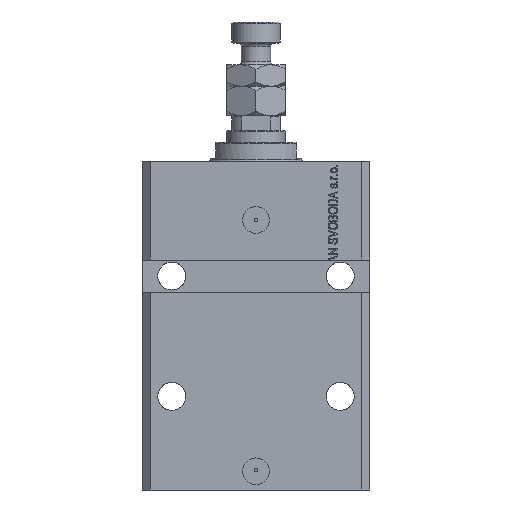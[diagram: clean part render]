
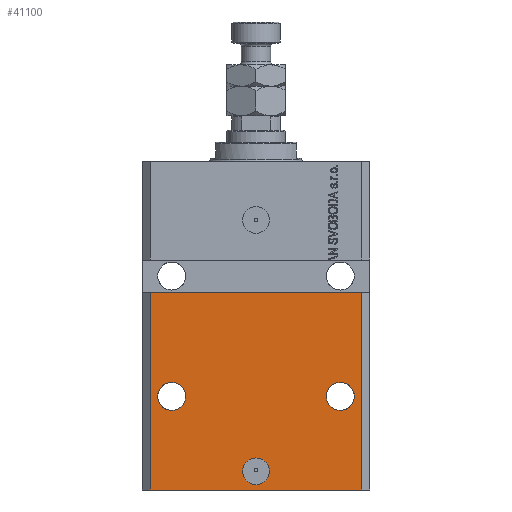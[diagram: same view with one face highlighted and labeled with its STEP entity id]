
A CAD part, front view. The second image highlights one B-rep face of the part: STEP entity #41100.
In plain terms, the highlighted planar face has unit normal (0, -1, 0).
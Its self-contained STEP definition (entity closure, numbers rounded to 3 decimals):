
#523 = DIRECTION ( 'NONE',  ( 1., 0., 0. ) ) ;
#584 = LINE ( 'NONE', #31614, #10181 ) ;
#1441 = CARTESIAN_POINT ( 'NONE',  ( 36.75, -31.5, -88. ) ) ;
#1515 = FACE_BOUND ( 'NONE', #24306, .T. ) ;
#2073 = AXIS2_PLACEMENT_3D ( 'NONE', #4085, #19600, #523 ) ;
#2629 = EDGE_CURVE ( 'NONE', #15167, #43882, #35199, .T. ) ;
#4085 = CARTESIAN_POINT ( 'NONE',  ( 0., -31.5, -116. ) ) ;
#4745 = EDGE_CURVE ( 'NONE', #41411, #16043, #26825, .T. ) ;
#5264 = VECTOR ( 'NONE', #14514, 1000. ) ;
#5354 = CIRCLE ( 'NONE', #13494, 5. ) ;
#6017 = CARTESIAN_POINT ( 'NONE',  ( -5., -31.5, -116. ) ) ;
#6290 = CARTESIAN_POINT ( 'NONE',  ( 31.5, -31.5, -88. ) ) ;
#7087 = ORIENTED_EDGE ( 'NONE', *, *, #4745, .T. ) ;
#7128 = LINE ( 'NONE', #30029, #5264 ) ;
#8144 = CARTESIAN_POINT ( 'NONE',  ( -39.5, -31.5, -123. ) ) ;
#8366 = CARTESIAN_POINT ( 'NONE',  ( 5., -31.5, -116. ) ) ;
#9310 = CARTESIAN_POINT ( 'NONE',  ( -36.75, -31.5, -88. ) ) ;
#9742 = DIRECTION ( 'NONE',  ( -1., 0., 0. ) ) ;
#10181 = VECTOR ( 'NONE', #43293, 1000. ) ;
#10233 = ORIENTED_EDGE ( 'NONE', *, *, #35662, .F. ) ;
#11051 = DIRECTION ( 'NONE',  ( 1., 0., 0. ) ) ;
#11744 = EDGE_CURVE ( 'NONE', #46056, #34240, #5354, .T. ) ;
#11892 = CARTESIAN_POINT ( 'NONE',  ( 39.5, -31.5, -49. ) ) ;
#12564 = CARTESIAN_POINT ( 'NONE',  ( -31.5, -31.5, -88. ) ) ;
#13494 = AXIS2_PLACEMENT_3D ( 'NONE', #21681, #29832, #45340 ) ;
#14200 = EDGE_CURVE ( 'NONE', #15047, #44008, #29024, .T. ) ;
#14514 = DIRECTION ( 'NONE',  ( 0., 0., 1. ) ) ;
#14760 = CARTESIAN_POINT ( 'NONE',  ( 31.5, -31.5, -88. ) ) ;
#15047 = VERTEX_POINT ( 'NONE', #47483 ) ;
#15167 = VERTEX_POINT ( 'NONE', #9310 ) ;
#16043 = VERTEX_POINT ( 'NONE', #11892 ) ;
#16387 = DIRECTION ( 'NONE',  ( -1., 0., 0. ) ) ;
#16876 = CARTESIAN_POINT ( 'NONE',  ( 39.5, -31.5, -123. ) ) ;
#16970 = CARTESIAN_POINT ( 'NONE',  ( -39.5, -31.5, -123. ) ) ;
#19600 = DIRECTION ( 'NONE',  ( 0., -1., 0. ) ) ;
#20599 = ORIENTED_EDGE ( 'NONE', *, *, #14200, .F. ) ;
#21539 = EDGE_LOOP ( 'NONE', ( #31252, #37685 ) ) ;
#21663 = VERTEX_POINT ( 'NONE', #24214 ) ;
#21681 = CARTESIAN_POINT ( 'NONE',  ( 0., -31.5, -116. ) ) ;
#22242 = CARTESIAN_POINT ( 'NONE',  ( -39.5, -31.5, -123. ) ) ;
#22660 = VECTOR ( 'NONE', #11051, 1000. ) ;
#23334 = CARTESIAN_POINT ( 'NONE',  ( -26.25, -31.5, -88. ) ) ;
#24214 = CARTESIAN_POINT ( 'NONE',  ( -39.5, -31.5, -49. ) ) ;
#24306 = EDGE_LOOP ( 'NONE', ( #29499, #20599 ) ) ;
#24870 = AXIS2_PLACEMENT_3D ( 'NONE', #8144, #47816, #36335 ) ;
#26825 = LINE ( 'NONE', #16876, #28774 ) ;
#27422 = CARTESIAN_POINT ( 'NONE',  ( 39.5, -31.5, -123. ) ) ;
#28774 = VECTOR ( 'NONE', #35941, 1000. ) ;
#29024 = CIRCLE ( 'NONE', #43664, 5.25 ) ;
#29499 = ORIENTED_EDGE ( 'NONE', *, *, #42449, .F. ) ;
#29695 = DIRECTION ( 'NONE',  ( 0., -1., 0. ) ) ;
#29832 = DIRECTION ( 'NONE',  ( 0., -1., 0. ) ) ;
#30029 = CARTESIAN_POINT ( 'NONE',  ( -39.5, -31.5, -123. ) ) ;
#31252 = ORIENTED_EDGE ( 'NONE', *, *, #39228, .F. ) ;
#31554 = FACE_BOUND ( 'NONE', #21539, .T. ) ;
#31614 = CARTESIAN_POINT ( 'NONE',  ( -42.5, -31.5, -49. ) ) ;
#32296 = FACE_BOUND ( 'NONE', #37723, .T. ) ;
#33574 = AXIS2_PLACEMENT_3D ( 'NONE', #34712, #50238, #16387 ) ;
#33736 = CIRCLE ( 'NONE', #43503, 5.25 ) ;
#34065 = ORIENTED_EDGE ( 'NONE', *, *, #47292, .T. ) ;
#34081 = EDGE_CURVE ( 'NONE', #45902, #21663, #7128, .T. ) ;
#34240 = VERTEX_POINT ( 'NONE', #8366 ) ;
#34333 = DIRECTION ( 'NONE',  ( 1., 0., 0. ) ) ;
#34712 = CARTESIAN_POINT ( 'NONE',  ( -31.5, -31.5, -88. ) ) ;
#35199 = CIRCLE ( 'NONE', #33574, 5.25 ) ;
#35662 = EDGE_CURVE ( 'NONE', #21663, #16043, #584, .T. ) ;
#35891 = EDGE_CURVE ( 'NONE', #34240, #46056, #48367, .T. ) ;
#35941 = DIRECTION ( 'NONE',  ( 0., 0., 1. ) ) ;
#36335 = DIRECTION ( 'NONE',  ( 0., 0., -1. ) ) ;
#37685 = ORIENTED_EDGE ( 'NONE', *, *, #2629, .F. ) ;
#37723 = EDGE_LOOP ( 'NONE', ( #39514, #45771 ) ) ;
#38241 = LINE ( 'NONE', #22242, #22660 ) ;
#39152 = FACE_OUTER_BOUND ( 'NONE', #43179, .T. ) ;
#39228 = EDGE_CURVE ( 'NONE', #43882, #15167, #33736, .T. ) ;
#39514 = ORIENTED_EDGE ( 'NONE', *, *, #35891, .F. ) ;
#39656 = PLANE ( 'NONE',  #24870 ) ;
#40856 = DIRECTION ( 'NONE',  ( 1., 0., 0. ) ) ;
#41100 = ADVANCED_FACE ( 'NONE', ( #32296, #1515, #31554, #39152 ), #39656, .T. ) ;
#41411 = VERTEX_POINT ( 'NONE', #27422 ) ;
#42449 = EDGE_CURVE ( 'NONE', #44008, #15047, #46846, .T. ) ;
#43179 = EDGE_LOOP ( 'NONE', ( #10233, #44161, #34065, #7087 ) ) ;
#43293 = DIRECTION ( 'NONE',  ( 1., 0., 0. ) ) ;
#43503 = AXIS2_PLACEMENT_3D ( 'NONE', #12564, #43593, #9742 ) ;
#43593 = DIRECTION ( 'NONE',  ( 0., -1., 0. ) ) ;
#43605 = AXIS2_PLACEMENT_3D ( 'NONE', #6290, #29695, #40856 ) ;
#43664 = AXIS2_PLACEMENT_3D ( 'NONE', #14760, #49377, #34333 ) ;
#43882 = VERTEX_POINT ( 'NONE', #23334 ) ;
#44008 = VERTEX_POINT ( 'NONE', #1441 ) ;
#44161 = ORIENTED_EDGE ( 'NONE', *, *, #34081, .F. ) ;
#45340 = DIRECTION ( 'NONE',  ( 1., 0., 0. ) ) ;
#45771 = ORIENTED_EDGE ( 'NONE', *, *, #11744, .F. ) ;
#45902 = VERTEX_POINT ( 'NONE', #16970 ) ;
#46056 = VERTEX_POINT ( 'NONE', #6017 ) ;
#46846 = CIRCLE ( 'NONE', #43605, 5.25 ) ;
#47292 = EDGE_CURVE ( 'NONE', #45902, #41411, #38241, .T. ) ;
#47483 = CARTESIAN_POINT ( 'NONE',  ( 26.25, -31.5, -88. ) ) ;
#47816 = DIRECTION ( 'NONE',  ( 0., -1., 0. ) ) ;
#48367 = CIRCLE ( 'NONE', #2073, 5. ) ;
#49377 = DIRECTION ( 'NONE',  ( 0., -1., 0. ) ) ;
#50238 = DIRECTION ( 'NONE',  ( 0., -1., 0. ) ) ;
